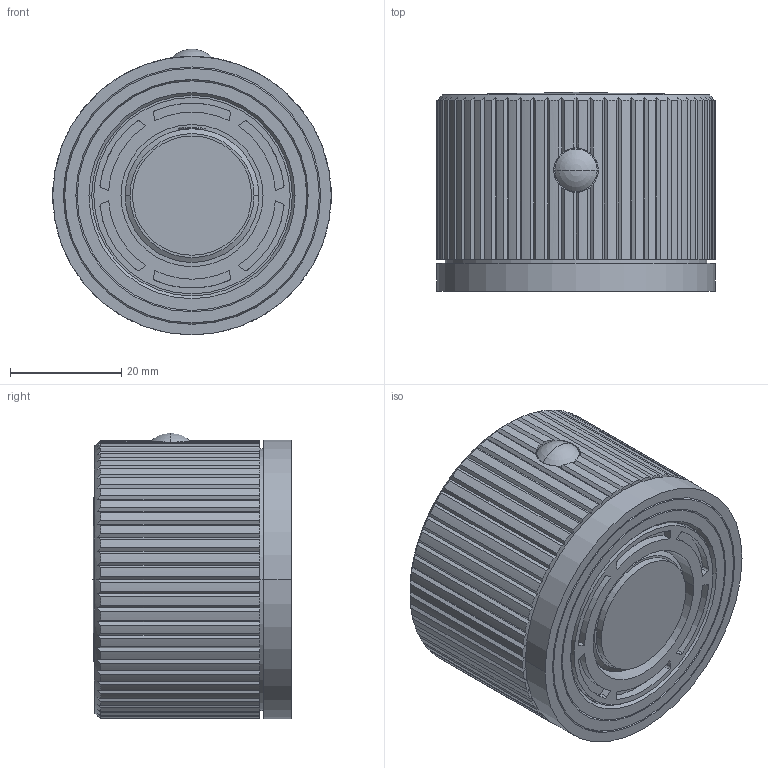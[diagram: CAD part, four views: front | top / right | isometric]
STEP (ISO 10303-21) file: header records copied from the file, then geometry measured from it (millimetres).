
FILE_DESCRIPTION((''),'2;1');
FILE_NAME('JO004CR','2021-02-17T16:05:50',('ut3'),('PAFFONI SpA'),'CREO PARAMETRIC BY PTC INC, 2020044','CREO PARAMETRIC BY PTC INC, 2020044','');
FILE_SCHEMA(('CONFIG_CONTROL_DESIGN','SHAPE_APPEARANCE_LAYERS_GROUPS'));
Length unit declared in the file: millimetre
Products named in the file (1): JO004CR
Bounding box: 50 x 35.7 x 51.3 mm (x, y, z)
Volume: 55738.7 mm3; surface area: 20127.1 mm2
Topology: 2 solids, 2 shells, 523 faces, 1366 edges, 865 vertices
Faces by surface type: plane 275, cylinder 154, bspline 38, cone 34, torus 20, sphere 2
Entity records: 22881 total; most frequent: CARTESIAN_POINT 6645, ORIENTED_EDGE 2724, DIRECTION 2333, EDGE_CURVE 1362, VERTEX_POINT 865, AXIS2_PLACEMENT_3D 837, VECTOR 659, LINE 659
